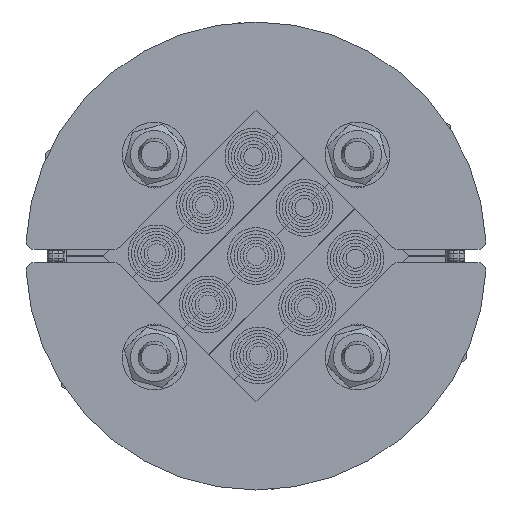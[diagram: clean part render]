
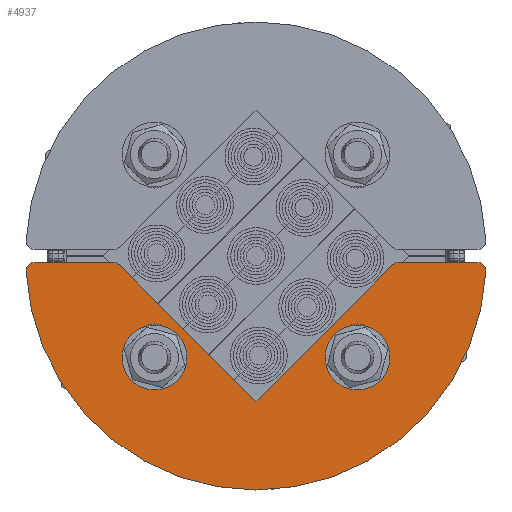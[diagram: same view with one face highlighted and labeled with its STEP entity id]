
A CAD part, front view. The second image highlights one B-rep face of the part: STEP entity #4937.
In plain terms, the highlighted face is planar.
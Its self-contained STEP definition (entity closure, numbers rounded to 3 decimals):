
#375=FACE_BOUND('',#1290,.T.);
#376=FACE_BOUND('',#1291,.T.);
#715=CIRCLE('',#5707,1.5);
#725=CIRCLE('',#5720,1.5);
#726=CIRCLE('',#5723,1.5);
#727=CIRCLE('',#5725,42.5);
#728=CIRCLE('',#5727,1.5);
#729=CIRCLE('',#5730,3.1);
#730=CIRCLE('',#5733,3.1);
#731=CIRCLE('',#5736,3.1);
#732=CIRCLE('',#5739,3.1);
#992=FACE_OUTER_BOUND('',#1289,.T.);
#1289=EDGE_LOOP('',(#4102,#4103,#4104,#4105,#4106,#4107,#4108,#4109,#4110));
#1290=EDGE_LOOP('',(#4111,#4112,#4113,#4114));
#1291=EDGE_LOOP('',(#4115,#4116,#4117,#4118));
#1522=LINE('',#9090,#1822);
#1533=LINE('',#9130,#1833);
#1537=LINE('',#9144,#1837);
#1540=LINE('',#9153,#1840);
#1543=LINE('',#9160,#1843);
#1546=LINE('',#9169,#1846);
#1549=LINE('',#9176,#1849);
#1550=LINE('',#9178,#1850);
#1822=VECTOR('',#6833,10.);
#1833=VECTOR('',#6868,10.);
#1837=VECTOR('',#6886,10.);
#1840=VECTOR('',#6895,10.);
#1843=VECTOR('',#6904,10.);
#1846=VECTOR('',#6913,10.);
#1849=VECTOR('',#6922,10.);
#1850=VECTOR('',#6925,10.);
#2299=VERTEX_POINT('',#9077);
#2300=VERTEX_POINT('',#9078);
#2304=VERTEX_POINT('',#9088);
#2319=VERTEX_POINT('',#9122);
#2320=VERTEX_POINT('',#9123);
#2321=VERTEX_POINT('',#9128);
#2322=VERTEX_POINT('',#9132);
#2323=VERTEX_POINT('',#9136);
#2324=VERTEX_POINT('',#9140);
#2325=VERTEX_POINT('',#9146);
#2326=VERTEX_POINT('',#9148);
#2327=VERTEX_POINT('',#9152);
#2328=VERTEX_POINT('',#9156);
#2329=VERTEX_POINT('',#9162);
#2330=VERTEX_POINT('',#9164);
#2331=VERTEX_POINT('',#9168);
#2332=VERTEX_POINT('',#9172);
#2904=EDGE_CURVE('',#2299,#2300,#715,.T.);
#2910=EDGE_CURVE('',#2299,#2304,#1522,.T.);
#2926=EDGE_CURVE('',#2319,#2320,#725,.T.);
#2930=EDGE_CURVE('',#2319,#2321,#1533,.T.);
#2932=EDGE_CURVE('',#2322,#2304,#726,.T.);
#2934=EDGE_CURVE('',#2322,#2323,#727,.T.);
#2935=EDGE_CURVE('',#2324,#2323,#728,.T.);
#2937=EDGE_CURVE('',#2324,#2320,#1537,.T.);
#2939=EDGE_CURVE('',#2326,#2325,#729,.T.);
#2941=EDGE_CURVE('',#2327,#2326,#1540,.T.);
#2943=EDGE_CURVE('',#2328,#2327,#730,.T.);
#2945=EDGE_CURVE('',#2325,#2328,#1543,.T.);
#2947=EDGE_CURVE('',#2330,#2329,#731,.T.);
#2949=EDGE_CURVE('',#2331,#2330,#1546,.T.);
#2951=EDGE_CURVE('',#2332,#2331,#732,.T.);
#2953=EDGE_CURVE('',#2329,#2332,#1549,.T.);
#2954=EDGE_CURVE('',#2321,#2300,#1550,.T.);
#4102=ORIENTED_EDGE('',*,*,#2904,.F.);
#4103=ORIENTED_EDGE('',*,*,#2910,.T.);
#4104=ORIENTED_EDGE('',*,*,#2932,.F.);
#4105=ORIENTED_EDGE('',*,*,#2934,.T.);
#4106=ORIENTED_EDGE('',*,*,#2935,.F.);
#4107=ORIENTED_EDGE('',*,*,#2937,.T.);
#4108=ORIENTED_EDGE('',*,*,#2926,.F.);
#4109=ORIENTED_EDGE('',*,*,#2930,.T.);
#4110=ORIENTED_EDGE('',*,*,#2954,.T.);
#4111=ORIENTED_EDGE('',*,*,#2943,.T.);
#4112=ORIENTED_EDGE('',*,*,#2941,.T.);
#4113=ORIENTED_EDGE('',*,*,#2939,.T.);
#4114=ORIENTED_EDGE('',*,*,#2945,.T.);
#4115=ORIENTED_EDGE('',*,*,#2951,.T.);
#4116=ORIENTED_EDGE('',*,*,#2949,.T.);
#4117=ORIENTED_EDGE('',*,*,#2947,.T.);
#4118=ORIENTED_EDGE('',*,*,#2953,.T.);
#4704=PLANE('',#5742);
#4937=ADVANCED_FACE('',(#992,#375,#376),#4704,.T.);
#5707=AXIS2_PLACEMENT_3D('',#9079,#6823,#6824);
#5720=AXIS2_PLACEMENT_3D('',#9124,#6861,#6862);
#5723=AXIS2_PLACEMENT_3D('',#9134,#6872,#6873);
#5725=AXIS2_PLACEMENT_3D('',#9138,#6877,#6878);
#5727=AXIS2_PLACEMENT_3D('',#9141,#6881,#6882);
#5730=AXIS2_PLACEMENT_3D('',#9149,#6890,#6891);
#5733=AXIS2_PLACEMENT_3D('',#9157,#6899,#6900);
#5736=AXIS2_PLACEMENT_3D('',#9165,#6908,#6909);
#5739=AXIS2_PLACEMENT_3D('',#9173,#6917,#6918);
#5742=AXIS2_PLACEMENT_3D('',#9179,#6926,#6927);
#6823=DIRECTION('center_axis',(0.,0.,-1.));
#6824=DIRECTION('ref_axis',(-0.383,-0.924,0.));
#6833=DIRECTION('',(1.,0.,0.));
#6861=DIRECTION('center_axis',(0.,0.,-1.));
#6862=DIRECTION('ref_axis',(0.383,-0.924,0.));
#6868=DIRECTION('',(0.707,0.707,0.));
#6872=DIRECTION('center_axis',(0.,0.,-1.));
#6873=DIRECTION('ref_axis',(0.724,-0.69,0.));
#6877=DIRECTION('center_axis',(0.,0.,1.));
#6878=DIRECTION('ref_axis',(1.,0.012,0.));
#6881=DIRECTION('center_axis',(0.,0.,-1.));
#6882=DIRECTION('ref_axis',(-0.724,-0.69,0.));
#6886=DIRECTION('',(1.,0.,0.));
#6890=DIRECTION('center_axis',(0.,0.,-1.));
#6891=DIRECTION('ref_axis',(1.,0.,0.));
#6895=DIRECTION('',(0.,1.,0.));
#6899=DIRECTION('center_axis',(0.,0.,-1.));
#6900=DIRECTION('ref_axis',(-1.,0.,0.));
#6904=DIRECTION('',(0.,-1.,0.));
#6908=DIRECTION('center_axis',(0.,0.,-1.));
#6909=DIRECTION('ref_axis',(-1.,0.,0.));
#6913=DIRECTION('',(0.,-1.,0.));
#6917=DIRECTION('center_axis',(0.,0.,-1.));
#6918=DIRECTION('ref_axis',(1.,0.,0.));
#6922=DIRECTION('',(0.,1.,0.));
#6925=DIRECTION('',(0.707,-0.707,0.));
#6926=DIRECTION('center_axis',(0.,0.,1.));
#6927=DIRECTION('ref_axis',(1.,0.,0.));
#9077=CARTESIAN_POINT('',(26.284,0.5,2.));
#9078=CARTESIAN_POINT('',(25.224,0.939,2.));
#9079=CARTESIAN_POINT('Origin',(26.284,2.,2.));
#9088=CARTESIAN_POINT('',(40.951,0.5,2.));
#9090=CARTESIAN_POINT('',(25.663,0.5,2.));
#9122=CARTESIAN_POINT('',(-25.224,0.939,2.));
#9123=CARTESIAN_POINT('',(-26.284,0.5,2.));
#9124=CARTESIAN_POINT('Origin',(-26.284,2.,2.));
#9128=CARTESIAN_POINT('',(0.,26.163,2.));
#9130=CARTESIAN_POINT('',(-25.663,0.5,2.));
#9132=CARTESIAN_POINT('',(42.449,2.073,2.));
#9134=CARTESIAN_POINT('Origin',(40.951,2.,2.));
#9136=CARTESIAN_POINT('',(-42.449,2.073,2.));
#9138=CARTESIAN_POINT('Origin',(0.,0.,2.));
#9140=CARTESIAN_POINT('',(-40.951,0.5,2.));
#9141=CARTESIAN_POINT('Origin',(-40.951,2.,2.));
#9144=CARTESIAN_POINT('',(-42.497,0.5,2.));
#9146=CARTESIAN_POINT('',(21.838,18.738,2.));
#9148=CARTESIAN_POINT('',(15.638,18.738,2.));
#9149=CARTESIAN_POINT('Origin',(18.738,18.738,2.));
#9152=CARTESIAN_POINT('',(15.638,14.938,2.));
#9153=CARTESIAN_POINT('',(15.638,16.45,2.));
#9156=CARTESIAN_POINT('',(21.838,14.938,2.));
#9157=CARTESIAN_POINT('Origin',(18.738,14.938,2.));
#9160=CARTESIAN_POINT('',(21.838,18.35,2.));
#9162=CARTESIAN_POINT('',(-21.838,14.938,2.));
#9164=CARTESIAN_POINT('',(-15.638,14.938,2.));
#9165=CARTESIAN_POINT('Origin',(-18.738,14.938,2.));
#9168=CARTESIAN_POINT('',(-15.638,18.738,2.));
#9169=CARTESIAN_POINT('',(-15.638,18.35,2.));
#9172=CARTESIAN_POINT('',(-21.838,18.738,2.));
#9173=CARTESIAN_POINT('Origin',(-18.738,18.738,2.));
#9176=CARTESIAN_POINT('',(-21.838,16.45,2.));
#9178=CARTESIAN_POINT('',(0.,26.163,2.));
#9179=CARTESIAN_POINT('Origin',(0.,17.962,2.));
